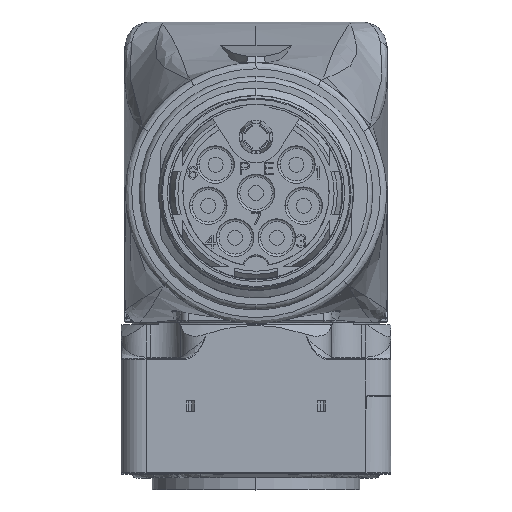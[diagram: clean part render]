
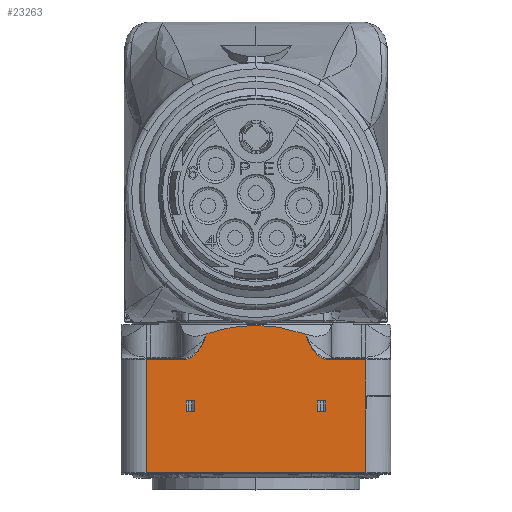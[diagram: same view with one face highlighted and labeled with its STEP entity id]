
A CAD part, top view. The second image highlights one B-rep face of the part: STEP entity #23263.
In plain terms, the highlighted planar face has unit normal (0, 0, 1).
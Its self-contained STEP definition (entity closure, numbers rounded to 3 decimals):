
#490=DIRECTION('',(0.,-1.,0.));
#491=VECTOR('',#490,9.05);
#492=CARTESIAN_POINT('',(-8.8,9.15,10.8));
#493=LINE('',#492,#491);
#508=DIRECTION('',(0.,-1.,0.));
#509=VECTOR('',#508,1.1);
#510=CARTESIAN_POINT('',(8.8,6.3,10.8));
#511=LINE('',#510,#509);
#512=DIRECTION('',(0.,-1.,0.));
#513=VECTOR('',#512,5.1);
#514=CARTESIAN_POINT('',(8.8,5.2,10.8));
#515=LINE('',#514,#513);
#516=DIRECTION('',(-1.,0.,0.));
#517=VECTOR('',#516,17.6);
#518=CARTESIAN_POINT('',(8.8,0.1,10.8));
#519=LINE('',#518,#517);
#520=DIRECTION('',(1.,0.,0.));
#521=VECTOR('',#520,3.046);
#522=CARTESIAN_POINT('',(-8.8,9.15,10.8));
#523=LINE('',#522,#521);
#524=CARTESIAN_POINT('',(-5.754,9.15,10.8));
#525=CARTESIAN_POINT('',(-5.721,9.15,10.8));
#526=CARTESIAN_POINT('',(-5.652,9.154,10.8));
#527=CARTESIAN_POINT('',(-5.542,9.174,10.8));
#528=CARTESIAN_POINT('',(-5.423,9.209,10.8));
#529=CARTESIAN_POINT('',(-5.297,9.262,10.8));
#530=CARTESIAN_POINT('',(-5.162,9.337,10.8));
#531=CARTESIAN_POINT('',(-5.019,9.436,10.8));
#532=CARTESIAN_POINT('',(-4.869,9.562,10.8));
#533=CARTESIAN_POINT('',(-4.716,9.719,10.8));
#534=CARTESIAN_POINT('',(-4.563,9.908,10.8));
#535=CARTESIAN_POINT('',(-4.415,10.127,10.8));
#536=CARTESIAN_POINT('',(-4.274,10.381,10.8));
#537=CARTESIAN_POINT('',(-4.14,10.676,10.8));
#538=CARTESIAN_POINT('',(-4.055,10.912,10.8));
#539=CARTESIAN_POINT('',(-4.015,11.039,10.8));
#541=DIRECTION('',(0.,-1.,0.));
#542=VECTOR('',#541,0.139);
#543=CARTESIAN_POINT('',(-4.015,11.178,10.8));
#544=LINE('',#543,#542);
#545=CARTESIAN_POINT('',(4.015,11.178,10.8));
#546=CARTESIAN_POINT('',(3.828,11.243,10.8));
#547=CARTESIAN_POINT('',(3.457,11.364,10.8));
#548=CARTESIAN_POINT('',(2.912,11.518,10.8));
#549=CARTESIAN_POINT('',(2.374,11.646,10.8));
#550=CARTESIAN_POINT('',(1.842,11.748,10.8));
#551=CARTESIAN_POINT('',(1.313,11.825,10.8));
#552=CARTESIAN_POINT('',(0.787,11.876,10.8));
#553=CARTESIAN_POINT('',(0.262,11.901,10.8));
#554=CARTESIAN_POINT('',(-0.262,11.901,10.8));
#555=CARTESIAN_POINT('',(-0.787,11.876,10.8));
#556=CARTESIAN_POINT('',(-1.313,11.825,10.8));
#557=CARTESIAN_POINT('',(-1.842,11.748,10.8));
#558=CARTESIAN_POINT('',(-2.374,11.646,10.8));
#559=CARTESIAN_POINT('',(-2.912,11.518,10.8));
#560=CARTESIAN_POINT('',(-3.457,11.364,10.8));
#561=CARTESIAN_POINT('',(-3.828,11.243,10.8));
#562=CARTESIAN_POINT('',(-4.015,11.178,10.8));
#564=DIRECTION('',(0.,1.,0.));
#565=VECTOR('',#564,0.138);
#566=CARTESIAN_POINT('',(4.015,11.04,10.8));
#567=LINE('',#566,#565);
#568=CARTESIAN_POINT('',(4.015,11.04,10.8));
#569=CARTESIAN_POINT('',(4.055,10.913,10.8));
#570=CARTESIAN_POINT('',(4.14,10.677,10.8));
#571=CARTESIAN_POINT('',(4.274,10.381,10.8));
#572=CARTESIAN_POINT('',(4.415,10.128,10.8));
#573=CARTESIAN_POINT('',(4.563,9.908,10.8));
#574=CARTESIAN_POINT('',(4.716,9.719,10.8));
#575=CARTESIAN_POINT('',(4.87,9.562,10.8));
#576=CARTESIAN_POINT('',(5.019,9.435,10.8));
#577=CARTESIAN_POINT('',(5.162,9.336,10.8));
#578=CARTESIAN_POINT('',(5.297,9.262,10.8));
#579=CARTESIAN_POINT('',(5.423,9.209,10.8));
#580=CARTESIAN_POINT('',(5.541,9.174,10.8));
#581=CARTESIAN_POINT('',(5.651,9.154,10.8));
#582=CARTESIAN_POINT('',(5.721,9.15,10.8));
#583=CARTESIAN_POINT('',(5.754,9.15,10.8));
#585=DIRECTION('',(1.,0.,0.));
#586=VECTOR('',#585,3.046);
#587=CARTESIAN_POINT('',(5.754,9.15,10.8));
#588=LINE('',#587,#586);
#589=DIRECTION('',(0.,-1.,0.));
#590=VECTOR('',#589,2.85);
#591=CARTESIAN_POINT('',(8.8,9.15,10.8));
#592=LINE('',#591,#590);
#593=DIRECTION('',(0.,1.,0.));
#594=VECTOR('',#593,0.85);
#595=CARTESIAN_POINT('',(-4.9,5.,10.8));
#596=LINE('',#595,#594);
#597=DIRECTION('',(0.,1.,0.));
#598=VECTOR('',#597,0.85);
#599=CARTESIAN_POINT('',(4.9,5.,10.8));
#600=LINE('',#599,#598);
#2557=CARTESIAN_POINT('',(4.015,11.04,10.8));
#18914=DIRECTION('',(0.,1.,0.));
#18915=VECTOR('',#18914,0.85);
#18916=CARTESIAN_POINT('',(-5.6,5.,10.8));
#18917=LINE('',#18916,#18915);
#18926=DIRECTION('',(-1.,0.,0.));
#18927=VECTOR('',#18926,0.7);
#18928=CARTESIAN_POINT('',(-4.9,5.,10.8));
#18929=LINE('',#18928,#18927);
#18952=DIRECTION('',(1.,0.,0.));
#18953=VECTOR('',#18952,0.7);
#18954=CARTESIAN_POINT('',(-5.6,5.85,10.8));
#18955=LINE('',#18954,#18953);
#18965=DIRECTION('',(-1.,0.,0.));
#18966=VECTOR('',#18965,0.7);
#18967=CARTESIAN_POINT('',(5.6,5.,10.8));
#18968=LINE('',#18967,#18966);
#18981=DIRECTION('',(1.,0.,0.));
#18982=VECTOR('',#18981,0.7);
#18983=CARTESIAN_POINT('',(4.9,5.85,10.8));
#18984=LINE('',#18983,#18982);
#18994=DIRECTION('',(0.,-1.,0.));
#18995=VECTOR('',#18994,0.85);
#18996=CARTESIAN_POINT('',(5.6,5.85,10.8));
#18997=LINE('',#18996,#18995);
#19382=VERTEX_POINT('',#545);
#19383=VERTEX_POINT('',#562);
#19503=CARTESIAN_POINT('',(8.8,9.15,10.8));
#19504=VERTEX_POINT('',#19503);
#19507=CARTESIAN_POINT('',(5.754,9.15,10.8));
#19508=VERTEX_POINT('',#19507);
#19509=VERTEX_POINT('',#2557);
#19510=VERTEX_POINT('',#524);
#19511=VERTEX_POINT('',#539);
#19515=CARTESIAN_POINT('',(-8.8,9.15,10.8));
#19516=VERTEX_POINT('',#19515);
#19595=CARTESIAN_POINT('',(8.8,6.3,10.8));
#19597=VERTEX_POINT('',#19595);
#19715=CARTESIAN_POINT('',(-5.6,5.85,10.8));
#19717=VERTEX_POINT('',#19715);
#19726=CARTESIAN_POINT('',(5.6,5.85,10.8));
#19728=VERTEX_POINT('',#19726);
#19820=CARTESIAN_POINT('',(-4.9,5.85,10.8));
#19822=VERTEX_POINT('',#19820);
#19849=CARTESIAN_POINT('',(4.9,5.85,10.8));
#19851=VERTEX_POINT('',#19849);
#19889=CARTESIAN_POINT('',(8.8,0.1,10.8));
#19891=VERTEX_POINT('',#19889);
#19894=CARTESIAN_POINT('',(-8.8,0.1,10.8));
#19895=VERTEX_POINT('',#19894);
#20048=CARTESIAN_POINT('',(8.8,5.2,10.8));
#20050=VERTEX_POINT('',#20048);
#20200=CARTESIAN_POINT('',(-4.9,5.,10.8));
#20201=VERTEX_POINT('',#20200);
#20206=CARTESIAN_POINT('',(4.9,5.,10.8));
#20207=VERTEX_POINT('',#20206);
#20216=CARTESIAN_POINT('',(5.6,5.,10.8));
#20217=VERTEX_POINT('',#20216);
#20218=CARTESIAN_POINT('',(-5.6,5.,10.8));
#20219=VERTEX_POINT('',#20218);
#23213=CARTESIAN_POINT('',(-10.8,5.85,10.8));
#23214=DIRECTION('',(0.,0.,1.));
#23215=DIRECTION('',(1.,0.,0.));
#23216=AXIS2_PLACEMENT_3D('',#23213,#23214,#23215);
#23217=PLANE('',#23216);
#23219=ORIENTED_EDGE('',*,*,#23218,.T.);
#23221=ORIENTED_EDGE('',*,*,#23220,.T.);
#23223=ORIENTED_EDGE('',*,*,#23222,.T.);
#23224=ORIENTED_EDGE('',*,*,#23203,.F.);
#23226=ORIENTED_EDGE('',*,*,#23225,.T.);
#23228=ORIENTED_EDGE('',*,*,#23227,.T.);
#23230=ORIENTED_EDGE('',*,*,#23229,.F.);
#23232=ORIENTED_EDGE('',*,*,#23231,.F.);
#23234=ORIENTED_EDGE('',*,*,#23233,.F.);
#23236=ORIENTED_EDGE('',*,*,#23235,.T.);
#23238=ORIENTED_EDGE('',*,*,#23237,.T.);
#23240=ORIENTED_EDGE('',*,*,#23239,.T.);
#23241=EDGE_LOOP('',(#23219,#23221,#23223,#23224,#23226,#23228,#23230,#23232,
#23234,#23236,#23238,#23240));
#23242=FACE_OUTER_BOUND('',#23241,.F.);
#23244=ORIENTED_EDGE('',*,*,#23243,.F.);
#23246=ORIENTED_EDGE('',*,*,#23245,.F.);
#23248=ORIENTED_EDGE('',*,*,#23247,.T.);
#23250=ORIENTED_EDGE('',*,*,#23249,.F.);
#23251=EDGE_LOOP('',(#23244,#23246,#23248,#23250));
#23252=FACE_BOUND('',#23251,.F.);
#23254=ORIENTED_EDGE('',*,*,#23253,.F.);
#23256=ORIENTED_EDGE('',*,*,#23255,.F.);
#23258=ORIENTED_EDGE('',*,*,#23257,.F.);
#23260=ORIENTED_EDGE('',*,*,#23259,.F.);
#23261=EDGE_LOOP('',(#23254,#23256,#23258,#23260));
#23262=FACE_BOUND('',#23261,.F.);
#540=B_SPLINE_CURVE_WITH_KNOTS('',3,(#524,#525,#526,#527,#528,#529,#530,#531,
#532,#533,#534,#535,#536,#537,#538,#539),.UNSPECIFIED.,.F.,.F.,(4,1,1,1,1,1,1,1,
1,1,1,1,1,4),(0.,0.077,0.154,0.231,
0.308,0.385,0.462,0.538,
0.615,0.692,0.769,0.846,
0.923,1.),.UNSPECIFIED.);
#563=B_SPLINE_CURVE_WITH_KNOTS('',3,(#545,#546,#547,#548,#549,#550,#551,#552,
#553,#554,#555,#556,#557,#558,#559,#560,#561,#562),.UNSPECIFIED.,.F.,.F.,(4,1,1,
1,1,1,1,1,1,1,1,1,1,1,1,4),(0.,0.067,0.133,0.2,
0.267,0.333,0.4,0.467,0.533,
0.6,0.667,0.733,0.8,0.867,
0.933,1.),.UNSPECIFIED.);
#584=B_SPLINE_CURVE_WITH_KNOTS('',3,(#568,#569,#570,#571,#572,#573,#574,#575,
#576,#577,#578,#579,#580,#581,#582,#583),.UNSPECIFIED.,.F.,.F.,(4,1,1,1,1,1,1,1,
1,1,1,1,1,4),(0.,0.077,0.154,0.231,
0.308,0.385,0.462,0.538,
0.615,0.692,0.769,0.846,
0.923,1.),.UNSPECIFIED.);
#23203=EDGE_CURVE('',#19516,#19895,#493,.T.);
#23218=EDGE_CURVE('',#19597,#20050,#511,.T.);
#23220=EDGE_CURVE('',#20050,#19891,#515,.T.);
#23222=EDGE_CURVE('',#19891,#19895,#519,.T.);
#23225=EDGE_CURVE('',#19516,#19510,#523,.T.);
#23227=EDGE_CURVE('',#19510,#19511,#540,.T.);
#23229=EDGE_CURVE('',#19383,#19511,#544,.T.);
#23231=EDGE_CURVE('',#19382,#19383,#563,.T.);
#23233=EDGE_CURVE('',#19509,#19382,#567,.T.);
#23235=EDGE_CURVE('',#19509,#19508,#584,.T.);
#23237=EDGE_CURVE('',#19508,#19504,#588,.T.);
#23239=EDGE_CURVE('',#19504,#19597,#592,.T.);
#23243=EDGE_CURVE('',#20219,#19717,#18917,.T.);
#23245=EDGE_CURVE('',#20201,#20219,#18929,.T.);
#23247=EDGE_CURVE('',#20201,#19822,#596,.T.);
#23249=EDGE_CURVE('',#19717,#19822,#18955,.T.);
#23253=EDGE_CURVE('',#20207,#19851,#600,.T.);
#23255=EDGE_CURVE('',#20217,#20207,#18968,.T.);
#23257=EDGE_CURVE('',#19728,#20217,#18997,.T.);
#23259=EDGE_CURVE('',#19851,#19728,#18984,.T.);
#23263=ADVANCED_FACE('',(#23242,#23252,#23262),#23217,.T.);
